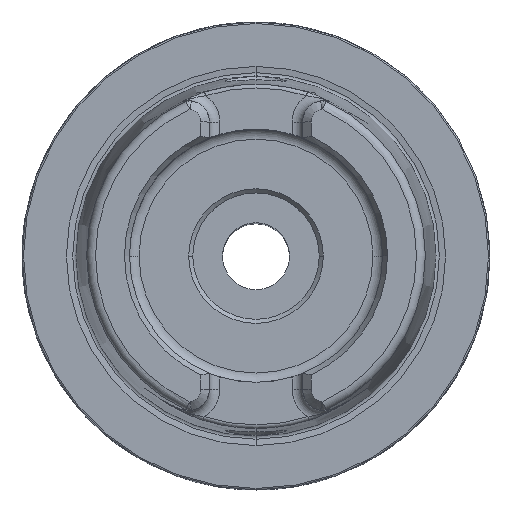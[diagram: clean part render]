
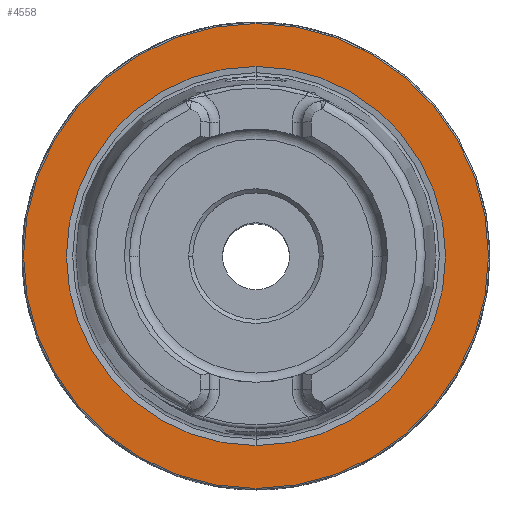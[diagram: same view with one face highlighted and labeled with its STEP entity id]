
A CAD part, top view. The second image highlights one B-rep face of the part: STEP entity #4558.
In plain terms, the highlighted planar face has unit normal (0, 0, 1).
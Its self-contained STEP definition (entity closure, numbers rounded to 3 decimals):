
#291 = DIRECTION ( 'NONE',  ( 0., -1., 0. ) ) ;
#1933 = ORIENTED_EDGE ( 'NONE', *, *, #7279, .T. ) ;
#1994 = CIRCLE ( 'NONE', #8691, 25.5 ) ;
#2155 = FACE_BOUND ( 'NONE', #3042, .T. ) ;
#2554 = AXIS2_PLACEMENT_3D ( 'NONE', #9185, #3511, #10086 ) ;
#2709 = DIRECTION ( 'NONE',  ( 0., 1., 0. ) ) ;
#2760 = DIRECTION ( 'NONE',  ( 0., 0., -1. ) ) ;
#2818 = CARTESIAN_POINT ( 'NONE',  ( 0., 0., 0. ) ) ;
#3042 = EDGE_LOOP ( 'NONE', ( #7783, #5535 ) ) ;
#3458 = CIRCLE ( 'NONE', #3837, 25.5 ) ;
#3511 = DIRECTION ( 'NONE',  ( 0., 0., 1. ) ) ;
#3531 = VERTEX_POINT ( 'NONE', #8886 ) ;
#3837 = AXIS2_PLACEMENT_3D ( 'NONE', #2818, #2760, #2709 ) ;
#4196 = CARTESIAN_POINT ( 'NONE',  ( 0., -31.27, 0. ) ) ;
#4455 = AXIS2_PLACEMENT_3D ( 'NONE', #4706, #4683, #4668 ) ;
#4558 = ADVANCED_FACE ( 'NONE', ( #9663, #2155 ), #5324, .T. ) ;
#4599 = EDGE_CURVE ( 'NONE', #3531, #12088, #3458, .T. ) ;
#4668 = DIRECTION ( 'NONE',  ( 0., -1., 0. ) ) ;
#4683 = DIRECTION ( 'NONE',  ( 0., 0., 1. ) ) ;
#4706 = CARTESIAN_POINT ( 'NONE',  ( 0., 31.47, 0. ) ) ;
#5324 = PLANE ( 'NONE',  #4455 ) ;
#5385 = CARTESIAN_POINT ( 'NONE',  ( 0., 0., 0. ) ) ;
#5535 = ORIENTED_EDGE ( 'NONE', *, *, #4599, .T. ) ;
#5569 = CARTESIAN_POINT ( 'NONE',  ( 0., 31.27, 0. ) ) ;
#5890 = DIRECTION ( 'NONE',  ( 0., 0., 1. ) ) ;
#6330 = DIRECTION ( 'NONE',  ( 0., 1., 0. ) ) ;
#6905 = CIRCLE ( 'NONE', #2554, 31.27 ) ;
#7178 = AXIS2_PLACEMENT_3D ( 'NONE', #11559, #5890, #291 ) ;
#7279 = EDGE_CURVE ( 'NONE', #8989, #11625, #6905, .T. ) ;
#7783 = ORIENTED_EDGE ( 'NONE', *, *, #9880, .T. ) ;
#8477 = CIRCLE ( 'NONE', #7178, 31.27 ) ;
#8691 = AXIS2_PLACEMENT_3D ( 'NONE', #5385, #11995, #6330 ) ;
#8886 = CARTESIAN_POINT ( 'NONE',  ( 0., 25.5, 0. ) ) ;
#8989 = VERTEX_POINT ( 'NONE', #4196 ) ;
#9111 = ORIENTED_EDGE ( 'NONE', *, *, #11297, .T. ) ;
#9173 = CARTESIAN_POINT ( 'NONE',  ( 0., -25.5, 0. ) ) ;
#9185 = CARTESIAN_POINT ( 'NONE',  ( 0., 0., 0. ) ) ;
#9663 = FACE_OUTER_BOUND ( 'NONE', #11943, .T. ) ;
#9880 = EDGE_CURVE ( 'NONE', #12088, #3531, #1994, .T. ) ;
#10086 = DIRECTION ( 'NONE',  ( 0., -1., 0. ) ) ;
#11297 = EDGE_CURVE ( 'NONE', #11625, #8989, #8477, .T. ) ;
#11559 = CARTESIAN_POINT ( 'NONE',  ( 0., 0., 0. ) ) ;
#11625 = VERTEX_POINT ( 'NONE', #5569 ) ;
#11943 = EDGE_LOOP ( 'NONE', ( #1933, #9111 ) ) ;
#11995 = DIRECTION ( 'NONE',  ( 0., 0., -1. ) ) ;
#12088 = VERTEX_POINT ( 'NONE', #9173 ) ;
